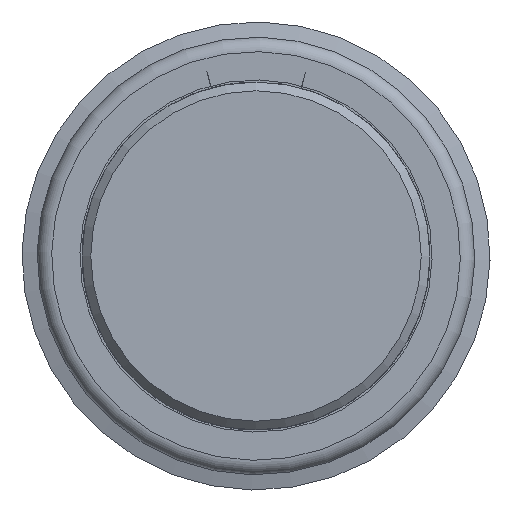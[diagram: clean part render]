
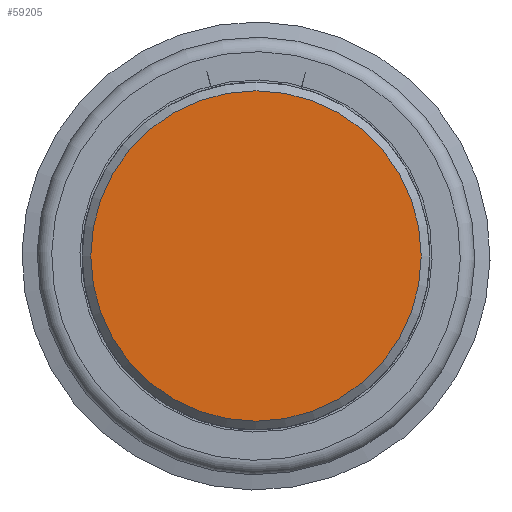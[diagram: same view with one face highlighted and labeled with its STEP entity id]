
A CAD part, left-side view. The second image highlights one B-rep face of the part: STEP entity #59205.
In plain terms, the highlighted planar face has unit normal (-1, 0, 0).
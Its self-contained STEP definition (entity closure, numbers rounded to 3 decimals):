
#59185=CARTESIAN_POINT('',(0.,5.7,0.0));
#59186=VERTEX_POINT('',#59185);
#59187=CARTESIAN_POINT('',(0.0,0.0,0.0));
#59188=DIRECTION('',(1.0,0.0,0.0));
#59189=DIRECTION('',(0.0,1.0,0.0));
#59190=AXIS2_PLACEMENT_3D('',#59187,#59188,#59189);
#59191=CIRCLE('',#59190,5.7);
#59192=EDGE_CURVE('',#59186,#59186,#59191,.T.);
#59197=CARTESIAN_POINT('',(0.,5.35,0.0));
#59198=DIRECTION('',(-1.0,0.0,0.0));
#59199=DIRECTION('',(0.0,0.0,1.0));
#59200=AXIS2_PLACEMENT_3D('',#59197,#59198,#59199);
#59201=PLANE('',#59200);
#59202=ORIENTED_EDGE('',*,*,#59192,.F.);
#59203=EDGE_LOOP('',(#59202));
#59204=FACE_OUTER_BOUND('',#59203,.T.);
#59205=ADVANCED_FACE('',(#59204),#59201,.T.);
